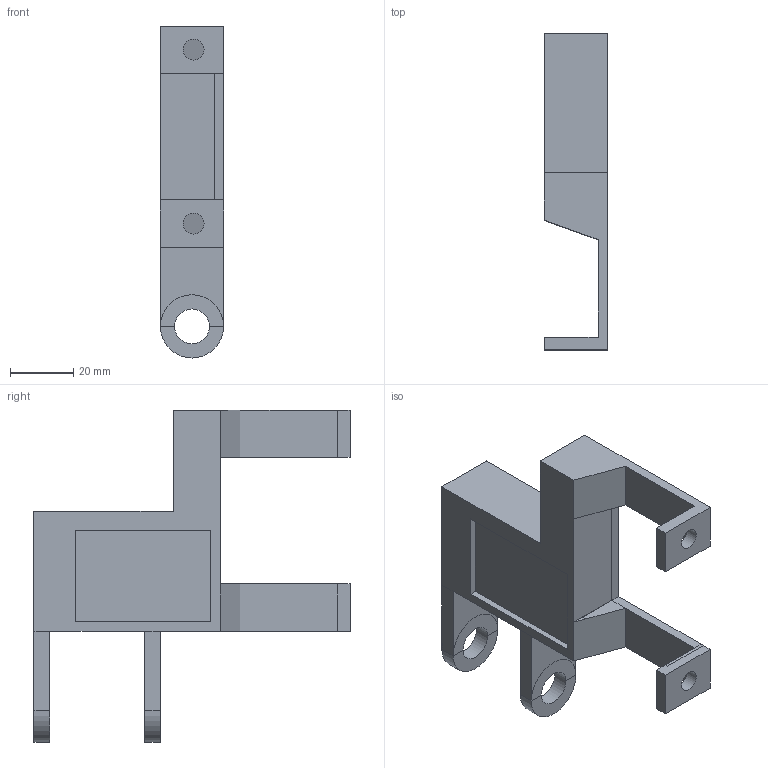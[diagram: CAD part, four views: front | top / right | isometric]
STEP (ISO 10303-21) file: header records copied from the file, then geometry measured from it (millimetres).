
FILE_DESCRIPTION(('FreeCAD Model'),'2;1');
FILE_NAME('LimitSwitchHolder_x-minus.step','2019-02-05T13:00:25',('Author') ,(''),'Open CASCADE STEP processor 7.3','FreeCAD','Unknown');
FILE_SCHEMA(('AUTOMOTIVE_DESIGN { 1 0 10303 214 1 1 1 1 }'));
Length unit declared in the file: millimetre
Products named in the file (1): Boolean009
Bounding box: 20 x 100 x 105 mm (x, y, z)
Volume: 64589.1 mm3; surface area: 18430.3 mm2
Topology: 1 solids, 1 shells, 58 faces, 147 edges, 88 vertices
Faces by surface type: plane 52, cylinder 6
Full cylindrical faces by diameter (mm): 6.6 x2, 11 x2
Entity records: 3631 total; most frequent: CARTESIAN_POINT 650, DIRECTION 547, LINE 371, VECTOR 371, ORIENTED_EDGE 294, PCURVE 294, DEFINITIONAL_REPRESENTATION 294, EDGE_CURVE 147
